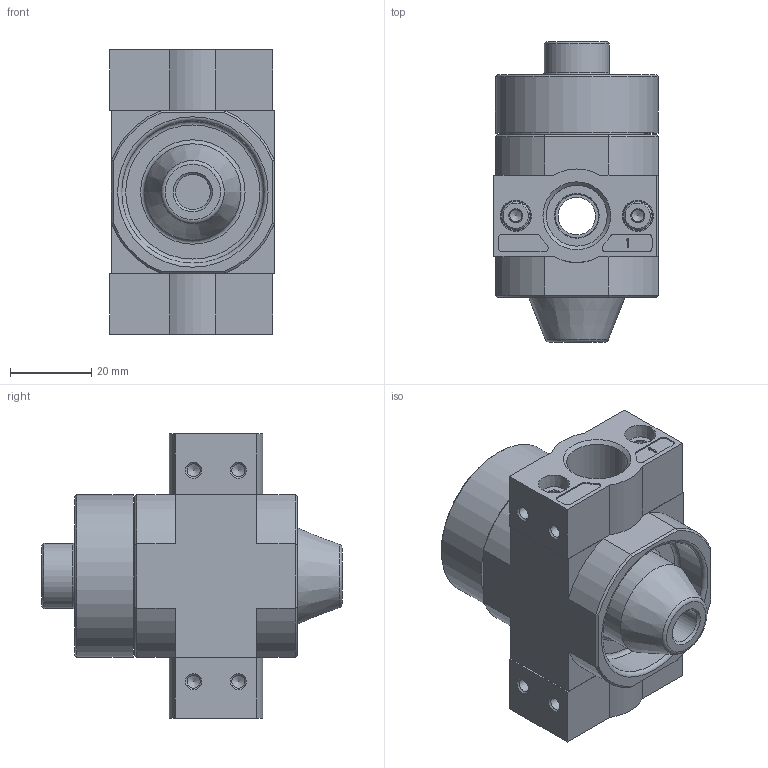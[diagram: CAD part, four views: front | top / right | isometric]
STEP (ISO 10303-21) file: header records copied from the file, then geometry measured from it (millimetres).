
FILE_DESCRIPTION(/* description */ ('STEP AP214'),/* implementation_level */ '2;1');
FILE_NAME(/* name */ '193245_HEP-3_8-D-MINI',/* time_stamp */ '2024-08-29T04:21:35+02:00',/* author */ ('License CC BY-ND 4.0'),/* organization */ ('CADENAS'),/* preprocessor_version */ 'ST-DEVELOPER v19.3',/* originating_system */ 'PARTsolutions',/* authorisation */ ' ');
FILE_SCHEMA (('AUTOMOTIVE_DESIGN {1 0 10303 214 3 1 1}'));
Length unit declared in the file: millimetre
Products named in the file (6): 193245 HEP-3/8-D-MINI; 397000 HEP-D-MINI; 380293 PBL-3/8-D-MINI-L---(1) p1; DIN-912 - M4x16(F); 359787 LF-D-MINI; 380295 PBL-3/8-D-MINI-R---(0) p1
Assembly tree (9 placements, depth 2):
  193245 HEP-3/8-D-MINI
    397000 HEP-D-MINI
    380293 PBL-3/8-D-MINI-L---(1) p1
    DIN-912 - M4x16(F)  x4
    359787 LF-D-MINI  x2
    380295 PBL-3/8-D-MINI-R---(0) p1
Bounding box: 40.4 x 73.8 x 70 mm (x, y, z)
Volume: 90773.4 mm3; surface area: 30964.9 mm2
Topology: 9 solids, 9 shells, 419 faces, 907 edges, 554 vertices
Faces by surface type: plane 173, cylinder 140, cone 95, torus 7, sphere 4
Full cylindrical faces by diameter (mm): 3.242 x8, 4 x4, 5.2 x4, 6.3 x4, 6.5 x2, 7 x4, 8 x4, 8.2 x4, 8.566 x2, 9.2 x1, 10.6 x1, 11 x2, 11.4 x1, 12.2 x2, 14.95 x2, 15.6 x1, 15.7 x1, 16 x2, 19.1 x2, 23.7 x1, 35 x1, 35.4 x1, 40 x1
Entity records: 9737 total; most frequent: DIRECTION 1576, CARTESIAN_POINT 1465, ORIENTED_EDGE 1228, AXIS2_PLACEMENT_3D 656, EDGE_CURVE 614, FACE_BOUND 481, EDGE_LOOP 474, VERTEX_POINT 451
